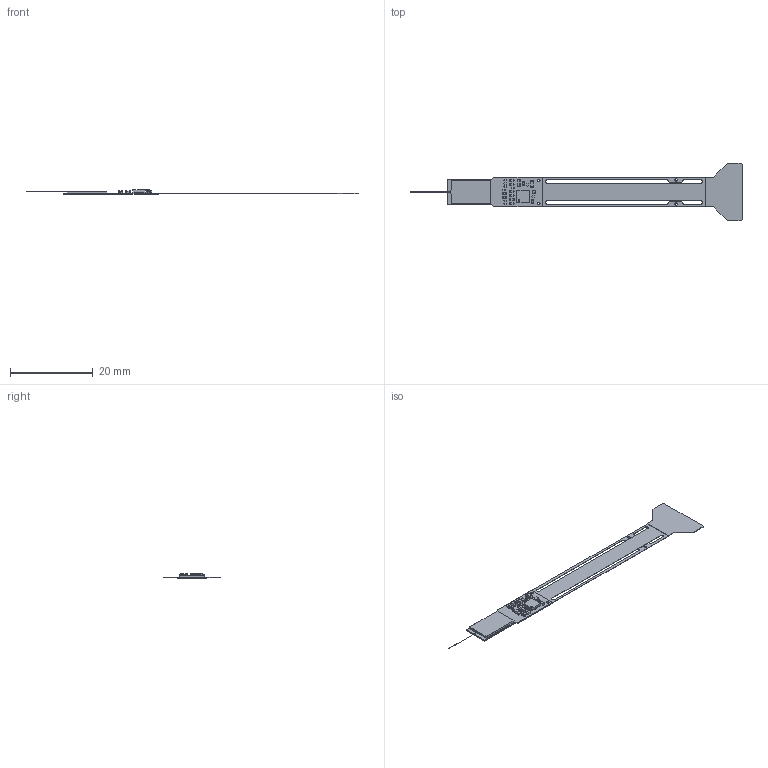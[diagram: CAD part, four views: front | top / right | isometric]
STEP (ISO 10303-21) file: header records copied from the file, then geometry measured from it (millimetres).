
FILE_DESCRIPTION(/* description */ (''),/* implementation_level */ '2;1');
FILE_NAME(/* name */ 'Neuropixels 1-3B Probe NP2_FLEX_00-01.stp',/* time_stamp */ '2025-04-16T11:02:56-04:00',/* author */ ('arnoldj'),/* organization */ (''),/* preprocessor_version */ 'ST-DEVELOPER v19.2',/* originating_system */ 'Autodesk Inventor 2023',/* authorisation */ '');
FILE_SCHEMA (('AUTOMOTIVE_DESIGN { 1 0 10303 214 3 1 1 }'));
Products named in the file (1): NP2_FLEX_00-01
Bounding box: 80.37 x 13.8 x 1.1 mm (x, y, z)
Volume: 119.8 mm3; surface area: 1222.5 mm2
Topology: 72 solids, 72 shells, 1481 faces, 3230 edges, 1700 vertices
Faces by surface type: plane 472, cylinder 452, sphere 340, bspline 216, cone 1
Full cylindrical faces by diameter (mm): 0.6 x4
Entity records: 46421 total; most frequent: CARTESIAN_POINT 15777, DIRECTION 6553, ORIENTED_EDGE 6070, EDGE_CURVE 3035, AXIS2_PLACEMENT_3D 2568, VERTEX_POINT 1700, EDGE_LOOP 1495, FACE_OUTER_BOUND 1481
